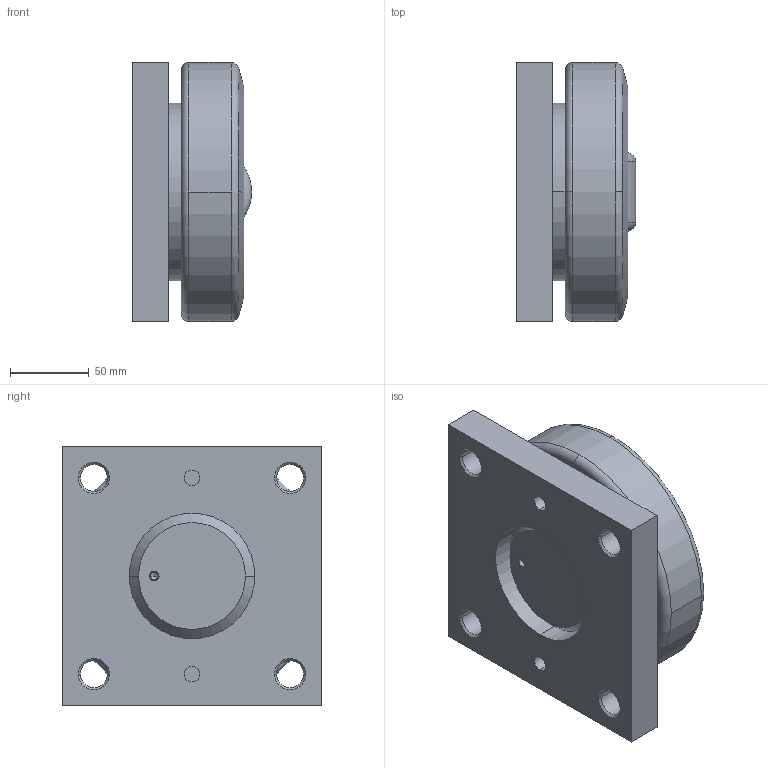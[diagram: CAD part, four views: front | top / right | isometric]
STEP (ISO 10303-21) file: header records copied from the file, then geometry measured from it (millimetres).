
FILE_DESCRIPTION(('STEP AP214'),'1');
FILE_NAME('4_089_ap_89-q.stp','2021-05-26T03:50:08',('TraceParts'),('TraceParts S.A.'),'Spatial InterOp 3D',' ',' ');
FILE_SCHEMA(('AUTOMOTIVE_DESIGN { 1 0 10303 214 1 1 1 1 }'));
Length unit declared in the file: millimetre
Products named in the file (1): 4_089_ap_89-q
Bounding box: 76 x 165 x 165 mm (x, y, z)
Volume: 1478809.8 mm3; surface area: 122279.5 mm2
Topology: 1 solids, 1 shells, 74 faces, 180 edges, 112 vertices
Faces by surface type: cone 26, cylinder 24, plane 18, torus 6
Entity records: 2444 total; most frequent: CARTESIAN_POINT 613, DIRECTION 411, ORIENTED_EDGE 356, EDGE_CURVE 178, AXIS2_PLACEMENT_3D 166, VERTEX_POINT 112, EDGE_LOOP 92, CIRCLE 91
